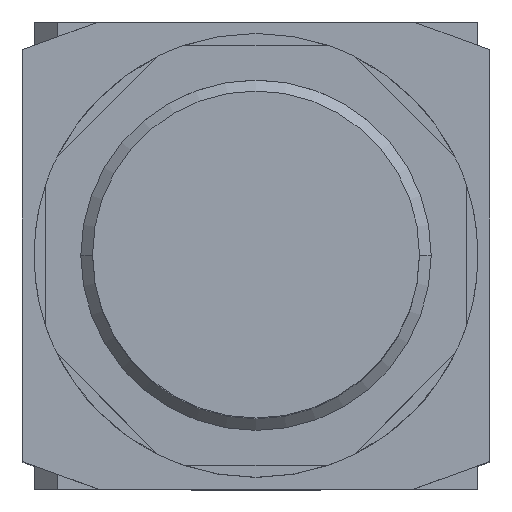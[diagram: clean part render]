
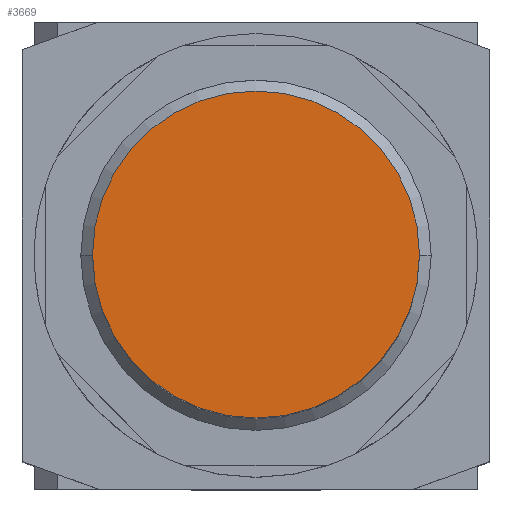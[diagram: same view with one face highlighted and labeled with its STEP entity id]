
A CAD part, top view. The second image highlights one B-rep face of the part: STEP entity #3669.
In plain terms, the highlighted planar face has unit normal (0, 0, 1).
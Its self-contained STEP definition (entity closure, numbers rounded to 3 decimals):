
#1774=CARTESIAN_POINT('',(14.,0.0,85.0));
#1775=VERTEX_POINT('',#1774);
#1791=CARTESIAN_POINT('',(-14.,0.,85.0));
#1792=VERTEX_POINT('',#1791);
#1799=CARTESIAN_POINT('',(0.0,0.0,85.0));
#1800=DIRECTION('',(0.0,0.0,1.0));
#1801=DIRECTION('',(1.0,0.0,0.0));
#1802=AXIS2_PLACEMENT_3D('',#1799,#1800,#1801);
#1803=CIRCLE('',#1802,14.);
#1804=EDGE_CURVE('',#1775,#1792,#1803,.T.);
#3654=CARTESIAN_POINT('',(7.,0.0,85.0));
#3655=DIRECTION('',(0.0,0.0,1.0));
#3656=DIRECTION('',(1.0,0.0,0.0));
#3657=AXIS2_PLACEMENT_3D('',#3654,#3655,#3656);
#3658=PLANE('',#3657);
#3659=ORIENTED_EDGE('',*,*,#1804,.T.);
#3660=CARTESIAN_POINT('',(0.0,0.0,85.0));
#3661=DIRECTION('',(0.0,0.0,1.0));
#3662=DIRECTION('',(1.0,0.0,0.0));
#3663=AXIS2_PLACEMENT_3D('',#3660,#3661,#3662);
#3664=CIRCLE('',#3663,14.);
#3665=EDGE_CURVE('',#1792,#1775,#3664,.T.);
#3666=ORIENTED_EDGE('',*,*,#3665,.T.);
#3667=EDGE_LOOP('',(#3659,#3666));
#3668=FACE_OUTER_BOUND('',#3667,.T.);
#3669=ADVANCED_FACE('',(#3668),#3658,.T.);
